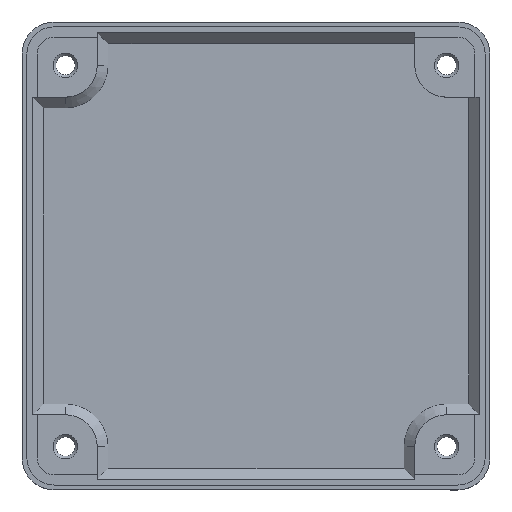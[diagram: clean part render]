
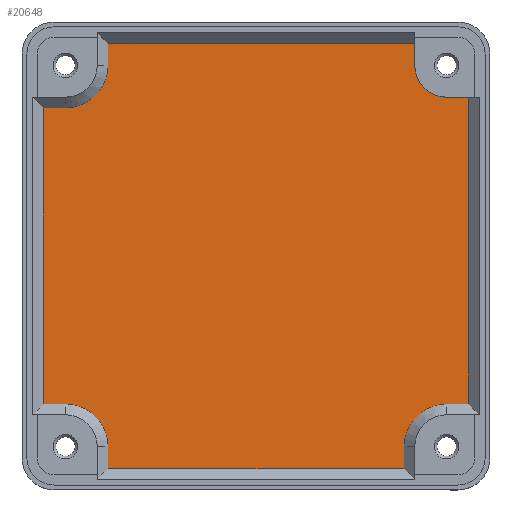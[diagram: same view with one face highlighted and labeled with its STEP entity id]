
A CAD part, top view. The second image highlights one B-rep face of the part: STEP entity #20648.
In plain terms, the highlighted planar face has unit normal (0, 0, 1).
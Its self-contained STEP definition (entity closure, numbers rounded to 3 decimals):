
#90=CIRCLE('',#21808,7.942);
#92=CIRCLE('',#21815,7.942);
#94=CIRCLE('',#21820,7.942);
#96=CIRCLE('',#21824,5.942);
#897=FACE_OUTER_BOUND('',#2132,.T.);
#2132=EDGE_LOOP('',(#14899,#14900,#14901,#14902,#14903,#14904,#14905,#14906,
#14907,#14908,#14909,#14910,#14911,#14912,#14913,#14914));
#3738=LINE('',#30025,#5744);
#3744=LINE('',#30038,#5750);
#3748=LINE('',#30047,#5754);
#3753=LINE('',#30059,#5759);
#3754=LINE('',#30062,#5760);
#3758=LINE('',#30069,#5764);
#3759=LINE('',#30072,#5765);
#3764=LINE('',#30084,#5770);
#3765=LINE('',#30087,#5771);
#3770=LINE('',#30099,#5776);
#3771=LINE('',#30102,#5777);
#3772=LINE('',#30105,#5778);
#5744=VECTOR('',#23125,10.);
#5750=VECTOR('',#23133,10.);
#5754=VECTOR('',#23139,10.);
#5759=VECTOR('',#23152,10.);
#5760=VECTOR('',#23155,10.);
#5764=VECTOR('',#23161,10.);
#5765=VECTOR('',#23164,10.);
#5770=VECTOR('',#23177,10.);
#5771=VECTOR('',#23180,10.);
#5776=VECTOR('',#23193,10.);
#5777=VECTOR('',#23196,10.);
#5778=VECTOR('',#23199,10.);
#9240=VERTEX_POINT('',#30023);
#9241=VERTEX_POINT('',#30024);
#9246=VERTEX_POINT('',#30035);
#9247=VERTEX_POINT('',#30037);
#9250=VERTEX_POINT('',#30044);
#9251=VERTEX_POINT('',#30046);
#9252=VERTEX_POINT('',#30050);
#9253=VERTEX_POINT('',#30052);
#9255=VERTEX_POINT('',#30061);
#9257=VERTEX_POINT('',#30067);
#9258=VERTEX_POINT('',#30071);
#9260=VERTEX_POINT('',#30077);
#9262=VERTEX_POINT('',#30086);
#9264=VERTEX_POINT('',#30092);
#9266=VERTEX_POINT('',#30101);
#9267=VERTEX_POINT('',#30103);
#11438=EDGE_CURVE('',#9240,#9241,#3738,.T.);
#11444=EDGE_CURVE('',#9246,#9247,#3744,.T.);
#11448=EDGE_CURVE('',#9250,#9251,#3748,.T.);
#11451=EDGE_CURVE('',#9252,#9253,#90,.T.);
#11455=EDGE_CURVE('',#9253,#9250,#3753,.T.);
#11456=EDGE_CURVE('',#9255,#9252,#3754,.T.);
#11460=EDGE_CURVE('',#9257,#9255,#3758,.T.);
#11461=EDGE_CURVE('',#9251,#9258,#3759,.T.);
#11464=EDGE_CURVE('',#9258,#9260,#92,.T.);
#11468=EDGE_CURVE('',#9260,#9246,#3764,.T.);
#11469=EDGE_CURVE('',#9247,#9262,#3765,.T.);
#11472=EDGE_CURVE('',#9262,#9264,#94,.T.);
#11476=EDGE_CURVE('',#9264,#9240,#3770,.T.);
#11477=EDGE_CURVE('',#9257,#9266,#3771,.T.);
#11478=EDGE_CURVE('',#9266,#9267,#96,.T.);
#11479=EDGE_CURVE('',#9267,#9241,#3772,.T.);
#14899=ORIENTED_EDGE('',*,*,#11438,.F.);
#14900=ORIENTED_EDGE('',*,*,#11476,.F.);
#14901=ORIENTED_EDGE('',*,*,#11472,.F.);
#14902=ORIENTED_EDGE('',*,*,#11469,.F.);
#14903=ORIENTED_EDGE('',*,*,#11444,.F.);
#14904=ORIENTED_EDGE('',*,*,#11468,.F.);
#14905=ORIENTED_EDGE('',*,*,#11464,.F.);
#14906=ORIENTED_EDGE('',*,*,#11461,.F.);
#14907=ORIENTED_EDGE('',*,*,#11448,.F.);
#14908=ORIENTED_EDGE('',*,*,#11455,.F.);
#14909=ORIENTED_EDGE('',*,*,#11451,.F.);
#14910=ORIENTED_EDGE('',*,*,#11456,.F.);
#14911=ORIENTED_EDGE('',*,*,#11460,.F.);
#14912=ORIENTED_EDGE('',*,*,#11477,.T.);
#14913=ORIENTED_EDGE('',*,*,#11478,.T.);
#14914=ORIENTED_EDGE('',*,*,#11479,.T.);
#20029=PLANE('',#21823);
#20648=ADVANCED_FACE('',(#897),#20029,.T.);
#21808=AXIS2_PLACEMENT_3D('',#30053,#23144,#23145);
#21815=AXIS2_PLACEMENT_3D('',#30078,#23169,#23170);
#21820=AXIS2_PLACEMENT_3D('',#30093,#23185,#23186);
#21823=AXIS2_PLACEMENT_3D('',#30100,#23194,#23195);
#21824=AXIS2_PLACEMENT_3D('',#30104,#23197,#23198);
#23125=DIRECTION('',(1.,0.,0.));
#23133=DIRECTION('',(0.,1.,0.));
#23139=DIRECTION('',(-1.,0.,0.));
#23144=DIRECTION('center_axis',(0.,0.,
1.));
#23145=DIRECTION('ref_axis',(0.,1.,0.));
#23152=DIRECTION('',(0.,-1.,0.));
#23155=DIRECTION('',(-1.,0.,0.));
#23161=DIRECTION('',(0.,-1.,0.));
#23164=DIRECTION('',(0.,1.,0.));
#23169=DIRECTION('center_axis',(0.,0.,
1.));
#23170=DIRECTION('ref_axis',(1.,0.,0.));
#23177=DIRECTION('',(-1.,0.,0.));
#23180=DIRECTION('',(1.,0.,0.));
#23185=DIRECTION('center_axis',(0.,0.,
1.));
#23186=DIRECTION('ref_axis',(0.,-1.,0.));
#23193=DIRECTION('',(0.,1.,0.));
#23194=DIRECTION('center_axis',(0.,0.,
1.));
#23195=DIRECTION('ref_axis',(1.,0.,0.));
#23196=DIRECTION('',(-1.,0.,0.));
#23197=DIRECTION('center_axis',(0.,0.,
-1.));
#23198=DIRECTION('ref_axis',(-1.,0.,0.));
#23199=DIRECTION('',(0.,1.,0.));
#30023=CARTESIAN_POINT('',(-27.574,39.816,0.));
#30024=CARTESIAN_POINT('',(29.662,39.816,0.));
#30025=CARTESIAN_POINT('',(-18.776,39.816,0.));
#30035=CARTESIAN_POINT('',(-39.596,-27.442,0.));
#30037=CARTESIAN_POINT('',(-39.596,27.795,0.));
#30038=CARTESIAN_POINT('',(-39.596,-18.644,0.));
#30044=CARTESIAN_POINT('',(27.662,-39.464,0.));
#30046=CARTESIAN_POINT('',(-27.574,-39.464,0.));
#30047=CARTESIAN_POINT('',(18.864,-39.464,0.));
#30050=CARTESIAN_POINT('',(35.604,-27.442,0.));
#30052=CARTESIAN_POINT('',(27.662,-35.384,0.));
#30053=CARTESIAN_POINT('Origin',(35.604,-35.384,0.));
#30059=CARTESIAN_POINT('',(27.662,-20.244,0.));
#30061=CARTESIAN_POINT('',(39.684,-27.442,0.));
#30062=CARTESIAN_POINT('',(20.864,-27.442,0.));
#30067=CARTESIAN_POINT('',(39.684,29.795,0.));
#30069=CARTESIAN_POINT('',(39.684,18.996,0.));
#30071=CARTESIAN_POINT('',(-27.574,-35.384,0.));
#30072=CARTESIAN_POINT('',(-27.574,-20.644,0.));
#30077=CARTESIAN_POINT('',(-35.516,-27.442,0.));
#30078=CARTESIAN_POINT('Origin',(-35.516,-35.384,0.));
#30084=CARTESIAN_POINT('',(-20.376,-27.442,0.));
#30086=CARTESIAN_POINT('',(-35.516,27.795,0.));
#30087=CARTESIAN_POINT('',(-20.776,27.795,0.));
#30092=CARTESIAN_POINT('',(-27.574,35.736,0.));
#30093=CARTESIAN_POINT('Origin',(-35.516,35.736,0.));
#30099=CARTESIAN_POINT('',(-27.574,20.596,0.));
#30100=CARTESIAN_POINT('Origin',(0.044,0.176,0.));
#30101=CARTESIAN_POINT('',(35.604,29.795,0.));
#30102=CARTESIAN_POINT('',(20.464,29.795,0.));
#30103=CARTESIAN_POINT('',(29.662,35.736,0.));
#30104=CARTESIAN_POINT('Origin',(35.604,35.736,0.));
#30105=CARTESIAN_POINT('',(29.662,20.596,0.));
